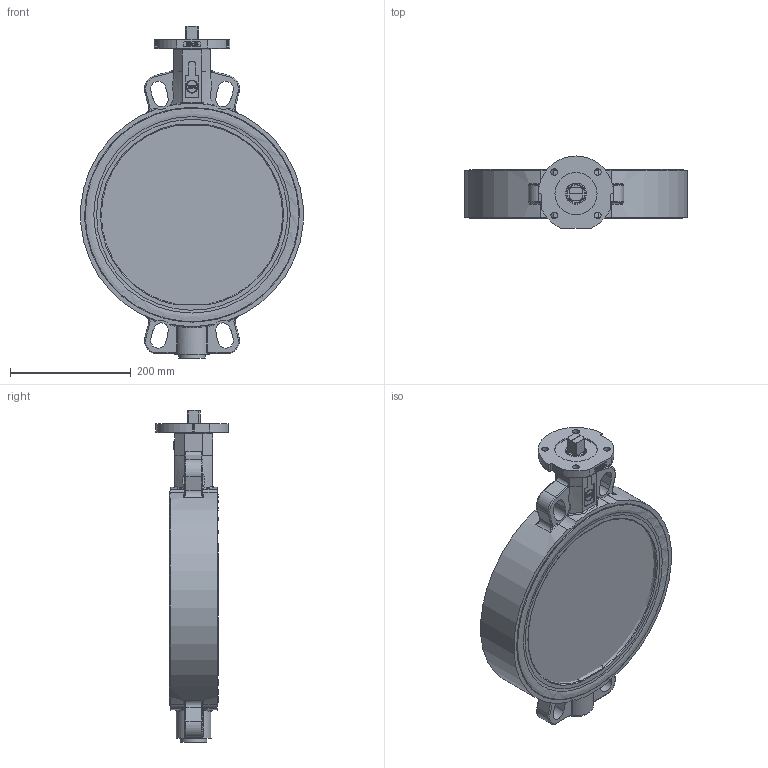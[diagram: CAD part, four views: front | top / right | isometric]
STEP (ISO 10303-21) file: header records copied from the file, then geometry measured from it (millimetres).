
FILE_DESCRIPTION((''),'2;1');
FILE_NAME('Z011-A-GG DN300.stp','2009-03-06T11:25:19',('hellwig'),(''),'Autodesk Inventor 2008','Autodesk Inventor 2008','');
FILE_SCHEMA(('AUTOMOTIVE_DESIGN { 1 0 10303 214 1 1 1 1 }'));
Length unit declared in the file: millimetre
Products named in the file (1): Bauteil3
Bounding box: 368.71 x 119.5 x 550.65 mm (x, y, z)
Volume: 4477812.7 mm3; surface area: 538946.8 mm2
Topology: 1 solids, 9 shells, 748 faces, 1951 edges, 1229 vertices
Faces by surface type: bspline 301, plane 194, cylinder 165, torus 47, cone 41
Full cylindrical faces by diameter (mm): 4 x1, 6 x1, 25.5 x2, 26 x1, 29.5 x1, 30 x6, 30.1 x1, 38 x2, 44 x2, 313.3 x2, 346 x1, 346.8 x1, 355.8 x1, 356 x1
Entity records: 41978 total; most frequent: CARTESIAN_POINT 25269, ORIENTED_EDGE 3596, DIRECTION 2673, EDGE_CURVE 1798, VERTEX_POINT 1185, AXIS2_PLACEMENT_3D 996, EDGE_LOOP 904, FACE_OUTER_BOUND 748
